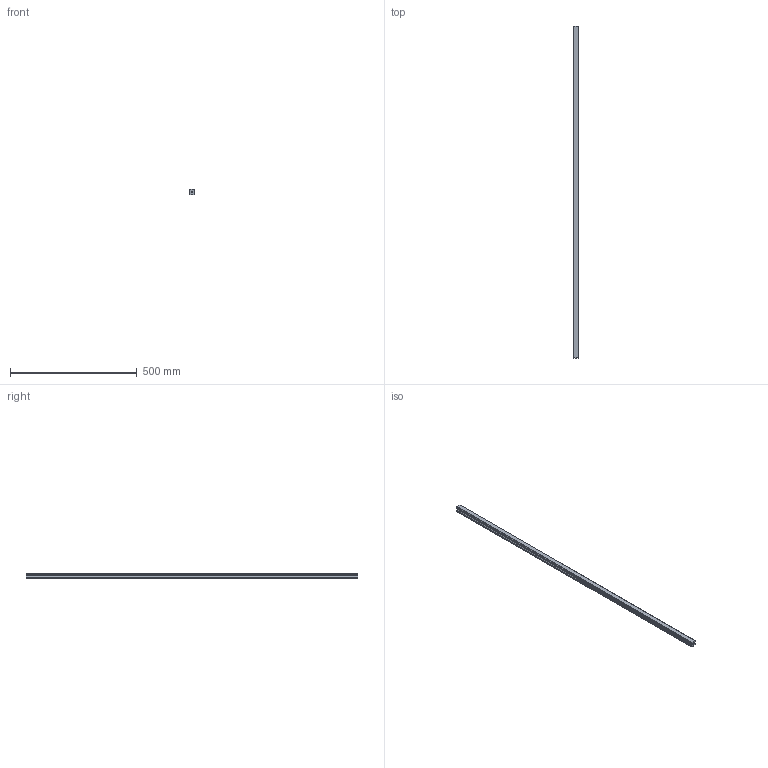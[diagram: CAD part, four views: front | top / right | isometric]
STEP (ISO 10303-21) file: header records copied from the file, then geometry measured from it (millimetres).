
FILE_DESCRIPTION(('STEP AP214'),'1');
FILE_NAME('cctmp_1EC089B4-AB1E-4346-947C-F043DBE524E1_2021_01_25_13_02_17_0219..stp','2021-01-25T12:02:17',('HIWIN GmbH'),('CADClick - www.CADClick.com'),'Spatial InterOp 3D',' ','unknown authorization');
FILE_SCHEMA(('AUTOMOTIVE_DESIGN'));
Length unit declared in the file: millimetre
Products named in the file (1): HGR25T1310C_FILE
Bounding box: 23 x 1310 x 22 mm (x, y, z)
Volume: 566343.6 mm3; surface area: 124879.4 mm2
Topology: 1 solids, 1 shells, 265 faces, 799 edges, 496 vertices
Faces by surface type: plane 155, cylinder 66, cone 44
Entity records: 10865 total; most frequent: DIRECTION 1595, CARTESIAN_POINT 1517, ORIENTED_EDGE 1510, EDGE_CURVE 755, AXIS2_PLACEMENT_3D 574, VERTEX_POINT 496, LINE 447, VECTOR 447
